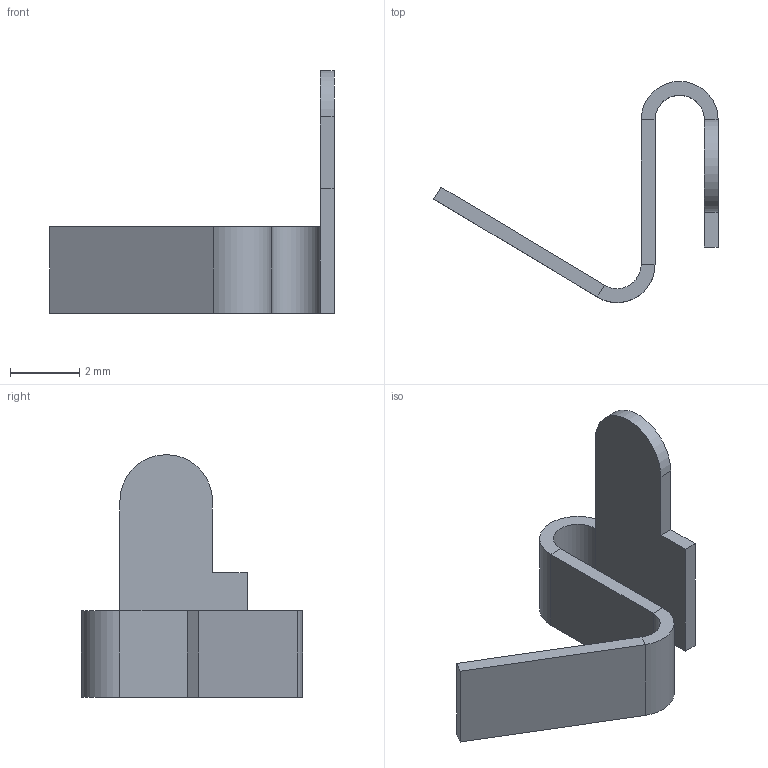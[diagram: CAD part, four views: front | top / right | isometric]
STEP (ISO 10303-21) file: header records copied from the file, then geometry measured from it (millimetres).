
FILE_DESCRIPTION (( 'STEP AP203' ), '1' );
FILE_NAME ('end_contact_Default_sldprt.STEP', '2025-04-05T11:43:46', ( '' ), ( '' ), 'SwSTEP 2.0', 'SolidWorks 2024', '' );
FILE_SCHEMA (( 'CONFIG_CONTROL_DESIGN' ));
Length unit declared in the file: millimetre
Products named in the file (1): end_contact_Default_sldprt
Bounding box: 8.2 x 6.38 x 7 mm (x, y, z)
Volume: 23 mm3; surface area: 134.8 mm2
Topology: 1 solids, 1 shells, 25 faces, 53 edges, 30 vertices
Faces by surface type: plane 20, cylinder 5
Entity records: 726 total; most frequent: DIRECTION 115, CARTESIAN_POINT 109, ORIENTED_EDGE 106, EDGE_CURVE 53, VECTOR 43, LINE 43, AXIS2_PLACEMENT_3D 36, VERTEX_POINT 30
